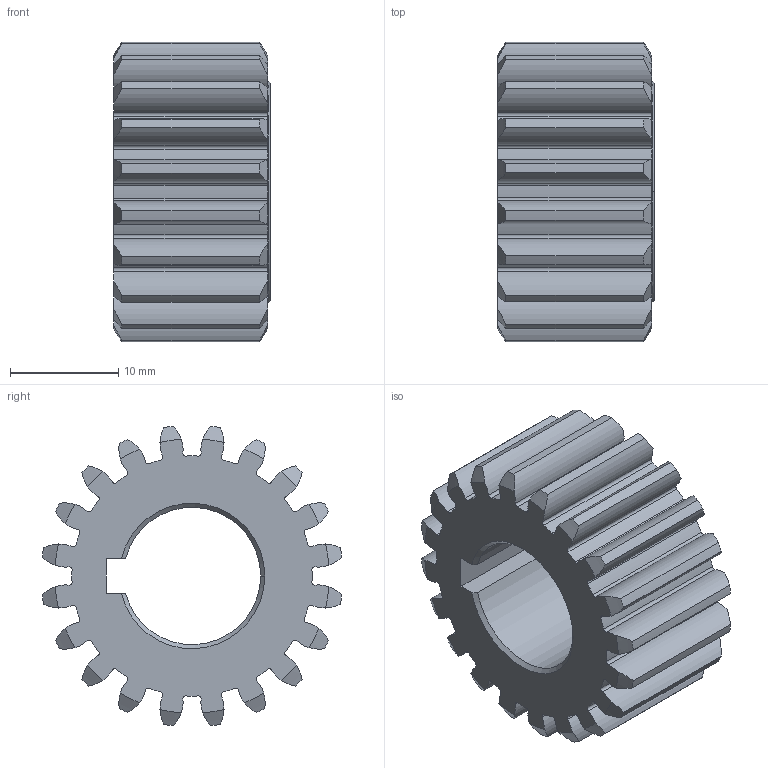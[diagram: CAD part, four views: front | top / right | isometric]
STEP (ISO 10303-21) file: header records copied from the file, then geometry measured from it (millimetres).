
FILE_DESCRIPTION((''),'2;1');
FILE_NAME('AM-0129b.stp','2008-01-03T18:23:56',('Owner'),(''),'Autodesk Inventor (R) 6.0','Autodesk Inventor (R) 6.0','');
FILE_SCHEMA(('AUTOMOTIVE_DESIGN { 1 0 10303 214 1 1 1 1 }'));
Length unit declared in the file: inch
Products named in the file (1): AM-0129 Small Final Gear 20T
Bounding box: 14.48 x 27.72 x 27.72 mm (x, y, z)
Volume: 5140 mm3; surface area: 3660.2 mm2
Topology: 1 solids, 1 shells, 176 faces, 518 edges, 345 vertices
Faces by surface type: cylinder 122, cone 44, plane 6, bspline 2, torus 2
Entity records: 6380 total; most frequent: CARTESIAN_POINT 1536, DIRECTION 1085, ORIENTED_EDGE 1036, EDGE_CURVE 518, AXIS2_PLACEMENT_3D 476, VERTEX_POINT 345, CIRCLE 301, EDGE_LOOP 179
